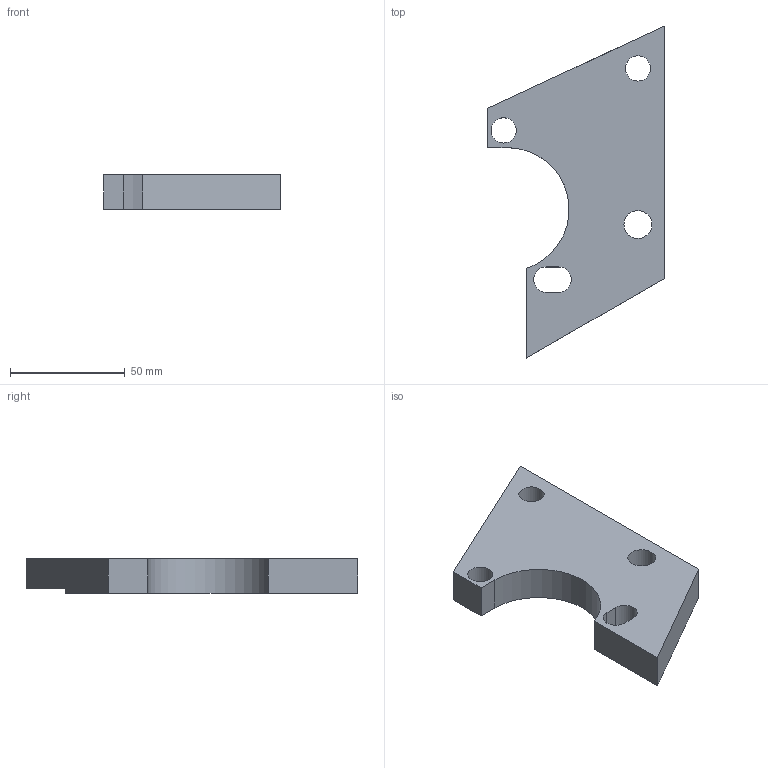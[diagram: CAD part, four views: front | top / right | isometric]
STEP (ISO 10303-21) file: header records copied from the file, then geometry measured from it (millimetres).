
FILE_DESCRIPTION( ( 'Unknown' ), '1' );
FILE_NAME( 'Patte etrier-V1.stp', 'Unknown', ( 'Unknown' ), ( 'Unknown' ), 'XStep 1.0', 'Unknown', ' ' );
FILE_SCHEMA( ( 'CONFIG_CONTROL_DESIGN' ) );
Length unit declared in the file: millimetre
Products named in the file (1): 1
Bounding box: 77 x 144.64 x 15 mm (x, y, z)
Volume: 86036.1 mm3; surface area: 20264.3 mm2
Topology: 1 solids, 1 shells, 23 faces, 64 edges, 43 vertices
Faces by surface type: plane 15, cylinder 8
Full cylindrical faces by diameter (mm): 11 x2, 12.225 x1
Entity records: 778 total; most frequent: CARTESIAN_POINT 126, DIRECTION 124, ORIENTED_EDGE 120, EDGE_CURVE 60, LINE 44, VECTOR 44, VERTEX_POINT 42, AXIS2_PLACEMENT_3D 40
